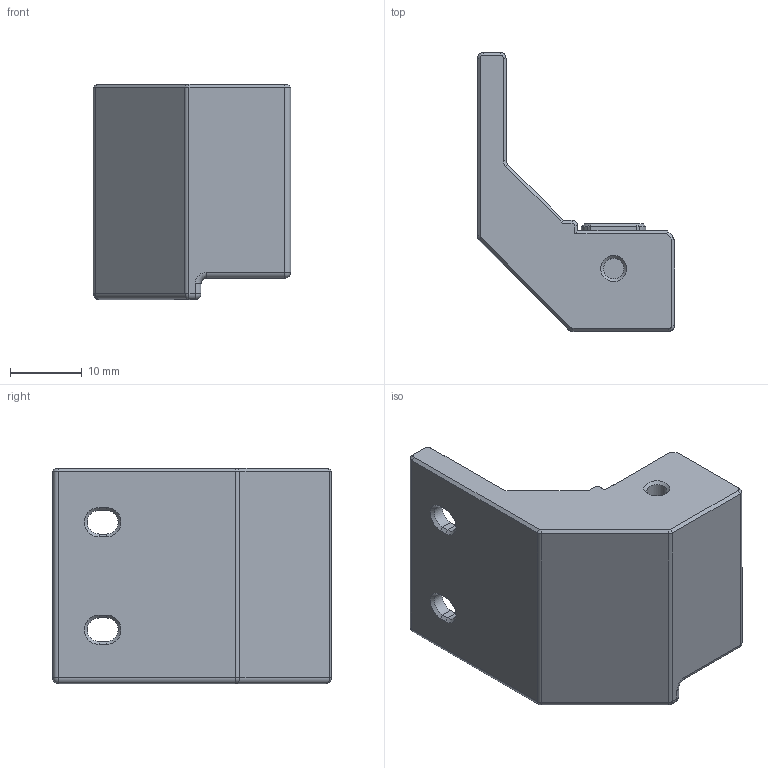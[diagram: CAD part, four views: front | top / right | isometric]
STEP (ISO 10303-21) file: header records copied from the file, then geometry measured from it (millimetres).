
FILE_DESCRIPTION(/* description */ (''),/* implementation_level */ '2;1');
FILE_NAME(/* name */ 'ZeroClick_Dock_Rear.step',/* time_stamp */ '2022-02-07T21:53:27-08:00',/* author */ (''),/* organization */ (''),/* preprocessor_version */ 'ST-DEVELOPER v18.1',/* originating_system */ 'Autodesk Translation Framework v10.13.0.1454',/* authorisation */ '');
FILE_SCHEMA (('AUTOMOTIVE_DESIGN { 1 0 10303 214 3 1 1 }'));
Length unit declared in the file: millimetre
Products named in the file (3): ZeroClick Dock Rear Mount; ZeroClick Probe; ZeroClick Dock Rear
Assembly tree (2 placements, depth 2):
  ZeroClick Dock Rear Mount
    ZeroClick Probe
    ZeroClick Dock Rear
Bounding box: 27.5 x 38.9 x 30 mm (x, y, z)
Volume: 11130.2 mm3; surface area: 6106 mm2
Topology: 2 solids, 2 shells, 245 faces, 593 edges, 354 vertices
Faces by surface type: plane 149, cylinder 56, cone 29, sphere 7, bspline 2, torus 2
Full cylindrical faces by diameter (mm): 1.4 x2, 2.85 x1, 5.8 x1, 6.1 x3
Entity records: 7131 total; most frequent: CARTESIAN_POINT 1259, DIRECTION 1236, ORIENTED_EDGE 1186, EDGE_CURVE 593, LINE 430, VECTOR 430, AXIS2_PLACEMENT_3D 403, VERTEX_POINT 354
